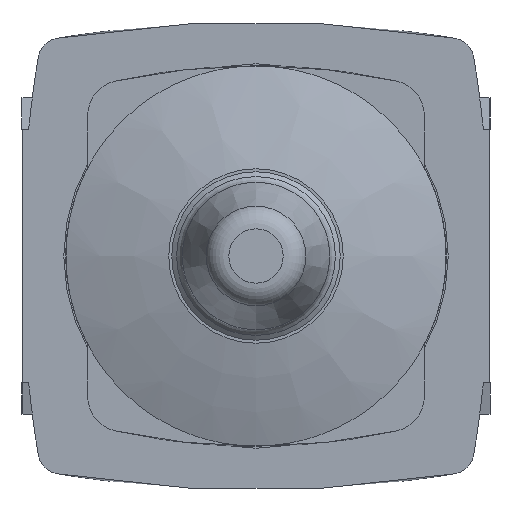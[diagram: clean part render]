
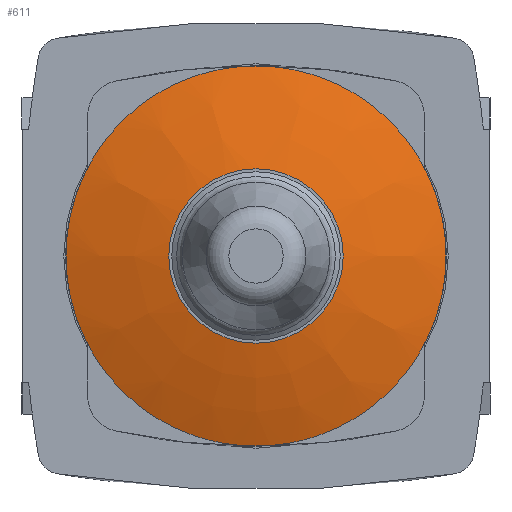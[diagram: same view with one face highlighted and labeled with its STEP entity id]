
A CAD part, front view. The second image highlights one B-rep face of the part: STEP entity #611.
In plain terms, the highlighted free-form (B-spline) face has degree [3, 3] with [4, 7] control points.
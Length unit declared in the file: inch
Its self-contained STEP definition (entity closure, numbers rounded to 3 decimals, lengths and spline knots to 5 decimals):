
#611 = ADVANCED_FACE( '', ( #1352, #1353 ), #1354, .T. );
#1352 = FACE_OUTER_BOUND( '', #2231, .T. );
#1353 = FACE_OUTER_BOUND( '', #2232, .T. );
#1354 = ( BOUNDED_SURFACE(  )B_SPLINE_SURFACE( 3, 3, ( ( #2235, #2236, #2237, #2238, #2239, #2240, #2241 ), ( #2242, #2243, #2244, #2245, #2246, #2247, #2248 ), ( #2249, #2250, #2251, #2252, #2253, #2254, #2255 ), ( #2256, #2257, #2258, #2259, #2260, #2261, #2262 ) ), .UNSPECIFIED., .F., .T., .F. )B_SPLINE_SURFACE_WITH_KNOTS( ( 4, 4 ), ( 4, 3, 4 ), ( 0., 6.28319 ), ( 1.21941, 1.29005, 1.36068 ), .UNSPECIFIED. )GEOMETRIC_REPRESENTATION_ITEM(  )RATIONAL_B_SPLINE_SURFACE( ( ( 1., 0.333, 0.333, 1., 0.333, 0.333, 1. ), ( 0.998, 0.333, 0.333, 0.998, 0.333, 0.333, 0.998 ), ( 0.998, 0.333, 0.333, 0.998, 0.333, 0.333, 0.998 ), ( 1., 0.333, 0.333, 1., 0.333, 0.333, 1. ) ) )REPRESENTATION_ITEM( '' )SURFACE(  ) );
#2231 = EDGE_LOOP( '', ( #4035 ) );
#2232 = EDGE_LOOP( '', ( #4036 ) );
#2235 = CARTESIAN_POINT( '', ( 0., -4.471, -0.44016 ) );
#2236 = CARTESIAN_POINT( '', ( 0.88031, -4.471, -0.44016 ) );
#2237 = CARTESIAN_POINT( '', ( 0.88031, -4.471, 0.44016 ) );
#2238 = CARTESIAN_POINT( '', ( 0., -4.471, 0.44016 ) );
#2239 = CARTESIAN_POINT( '', ( -0.88031, -4.471, 0.44016 ) );
#2240 = CARTESIAN_POINT( '', ( -0.88031, -4.471, -0.44016 ) );
#2241 = CARTESIAN_POINT( '', ( 0., -4.471, -0.44016 ) );
#2242 = CARTESIAN_POINT( '', ( 0., -4.4334, -0.61648 ) );
#2243 = CARTESIAN_POINT( '', ( 1.23295, -4.4334, -0.61648 ) );
#2244 = CARTESIAN_POINT( '', ( 1.23295, -4.4334, 0.61648 ) );
#2245 = CARTESIAN_POINT( '', ( 0., -4.4334, 0.61648 ) );
#2246 = CARTESIAN_POINT( '', ( -1.23295, -4.4334, 0.61648 ) );
#2247 = CARTESIAN_POINT( '', ( -1.23295, -4.4334, -0.61648 ) );
#2248 = CARTESIAN_POINT( '', ( 0., -4.4334, -0.61648 ) );
#2249 = CARTESIAN_POINT( '', ( 0., -4.38345, -0.7897 ) );
#2250 = CARTESIAN_POINT( '', ( 1.5794, -4.38345, -0.7897 ) );
#2251 = CARTESIAN_POINT( '', ( 1.5794, -4.38345, 0.7897 ) );
#2252 = CARTESIAN_POINT( '', ( 0., -4.38345, 0.7897 ) );
#2253 = CARTESIAN_POINT( '', ( -1.5794, -4.38345, 0.7897 ) );
#2254 = CARTESIAN_POINT( '', ( -1.5794, -4.38345, -0.7897 ) );
#2255 = CARTESIAN_POINT( '', ( 0., -4.38345, -0.7897 ) );
#2256 = CARTESIAN_POINT( '', ( 0., -4.32139, -0.95897 ) );
#2257 = CARTESIAN_POINT( '', ( 1.91793, -4.32139, -0.95897 ) );
#2258 = CARTESIAN_POINT( '', ( 1.91793, -4.32139, 0.95897 ) );
#2259 = CARTESIAN_POINT( '', ( 0., -4.32139, 0.95897 ) );
#2260 = CARTESIAN_POINT( '', ( -1.91793, -4.32139, 0.95897 ) );
#2261 = CARTESIAN_POINT( '', ( -1.91793, -4.32139, -0.95897 ) );
#2262 = CARTESIAN_POINT( '', ( 0., -4.32139, -0.95897 ) );
#4035 = ORIENTED_EDGE( '', *, *, #5690, .T. );
#4036 = ORIENTED_EDGE( '', *, *, #5702, .F. );
#5690 = EDGE_CURVE( '', #7024, #7024, #7025, .F. );
#5702 = EDGE_CURVE( '', #7041, #7041, #7042, .T. );
#7024 = VERTEX_POINT( '', #8726 );
#7025 = CIRCLE( '', #8727, 0.95897 );
#7041 = VERTEX_POINT( '', #8747 );
#7042 = CIRCLE( '', #8748, 0.44016 );
#8726 = CARTESIAN_POINT( '', ( 0., -4.32139, 0.95897 ) );
#8727 = AXIS2_PLACEMENT_3D( '', #10355, #10356, #10357 );
#8747 = CARTESIAN_POINT( '', ( 0., -4.471, -0.44016 ) );
#8748 = AXIS2_PLACEMENT_3D( '', #10377, #10378, #10379 );
#10355 = CARTESIAN_POINT( '', ( 0., -4.32139, 0. ) );
#10356 = DIRECTION( '', ( 0., 1., 0. ) );
#10357 = DIRECTION( '', ( 0., 0., 1. ) );
#10377 = CARTESIAN_POINT( '', ( 0., -4.471, 0. ) );
#10378 = DIRECTION( '', ( 0., -1., 0. ) );
#10379 = DIRECTION( '', ( 0., 0., -1. ) );
